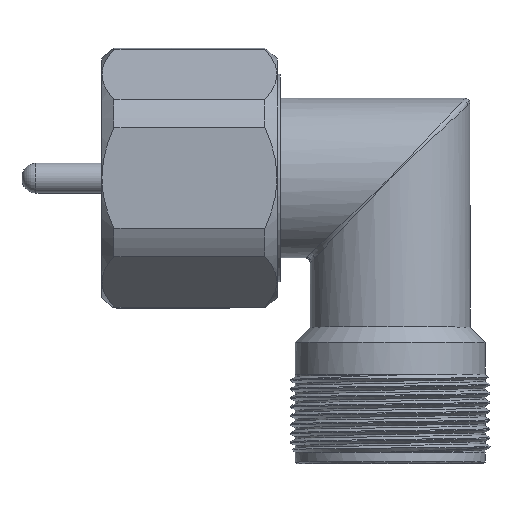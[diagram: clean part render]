
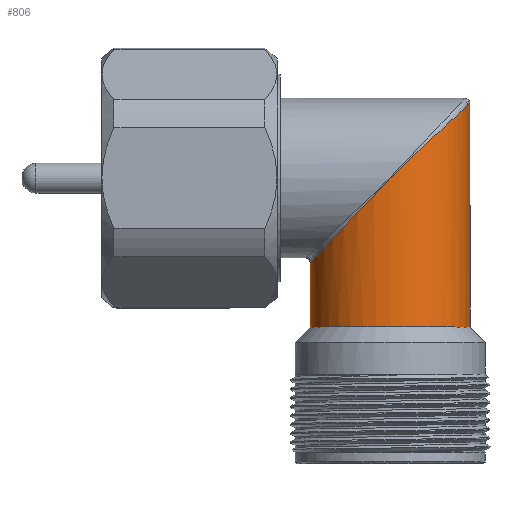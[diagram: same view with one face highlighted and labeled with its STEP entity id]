
A CAD part, top view. The second image highlights one B-rep face of the part: STEP entity #806.
In plain terms, the highlighted cylindrical face has radius 12.7 mm (diameter 25.4 mm), a full revolution.
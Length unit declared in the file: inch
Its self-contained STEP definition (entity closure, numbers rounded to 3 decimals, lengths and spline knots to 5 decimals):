
#727 = EDGE_LOOP ( 'NONE', ( #9704, #5674 ) ) ;
#806 = ADVANCED_FACE ( 'NONE', ( #9043, #1363 ), #11894, .T. ) ;
#1099 = CARTESIAN_POINT ( 'NONE',  ( 1.805, -0.9325, 0. ) ) ;
#1140 = CARTESIAN_POINT ( 'NONE',  ( 1.805, 0., 0.5 ) ) ;
#1363 = FACE_OUTER_BOUND ( 'NONE', #727, .T. ) ;
#1629 = CIRCLE ( 'NONE', #8682, 0.5 ) ;
#1776 = CARTESIAN_POINT ( 'NONE',  ( 0.805, -1.06, 0.5 ) ) ;
#2534 = VERTEX_POINT ( 'NONE', #7749 ) ;
#2640 = CARTESIAN_POINT ( 'NONE',  ( 1.805, 0., -0.5 ) ) ;
#3021 = DIRECTION ( 'NONE',  ( 0., 1., 0. ) ) ;
#3412 = CARTESIAN_POINT ( 'NONE',  ( 2.805, 0.94, 0.5 ) ) ;
#4604 = CARTESIAN_POINT ( 'NONE',  ( 1.805, 0., 0.5 ) ) ;
#4751 = AXIS2_PLACEMENT_3D ( 'NONE', #12235, #9312, #12158 ) ;
#5643 = CARTESIAN_POINT ( 'NONE',  ( 0.805, -1.06, -0.5 ) ) ;
#5674 = ORIENTED_EDGE ( 'NONE', *, *, #6463, .T. ) ;
#6384 = EDGE_CURVE ( 'NONE', #2534, #2534, #1629, .T. ) ;
#6463 = EDGE_CURVE ( 'NONE', #12337, #10287, #10824, .T. ) ;
#7264 = DIRECTION ( 'NONE',  ( 0., 0., 1. ) ) ;
#7749 = CARTESIAN_POINT ( 'NONE',  ( 1.805, -0.9325, 0.5 ) ) ;
#8246 = ORIENTED_EDGE ( 'NONE', *, *, #6384, .T. ) ;
#8518 = EDGE_CURVE ( 'NONE', #10287, #12337, #10059, .T. ) ;
#8682 = AXIS2_PLACEMENT_3D ( 'NONE', #1099, #3021, #7264 ) ;
#9043 = FACE_OUTER_BOUND ( 'NONE', #10604, .T. ) ;
#9312 = DIRECTION ( 'NONE',  ( 0., -1., 0. ) ) ;
#9408 = CARTESIAN_POINT ( 'NONE',  ( 1.805, 0., -0.5 ) ) ;
#9704 = ORIENTED_EDGE ( 'NONE', *, *, #8518, .T. ) ;
#10059 =( BOUNDED_CURVE ( )  B_SPLINE_CURVE ( 3, ( #11226, #1776, #5643, #12330 ),
 .UNSPECIFIED., .F., .F. ) 
 B_SPLINE_CURVE_WITH_KNOTS ( ( 4, 4 ),
 ( 1.5708, 4.71239 ),
 .UNSPECIFIED. ) 
 CURVE ( )  GEOMETRIC_REPRESENTATION_ITEM ( )  RATIONAL_B_SPLINE_CURVE ( ( 1., 0.333, 0.333, 1. ) ) 
 REPRESENTATION_ITEM ( '' )  );
#10287 = VERTEX_POINT ( 'NONE', #4604 ) ;
#10343 = CARTESIAN_POINT ( 'NONE',  ( 2.805, 0.94, -0.5 ) ) ;
#10604 = EDGE_LOOP ( 'NONE', ( #8246 ) ) ;
#10824 =( BOUNDED_CURVE ( )  B_SPLINE_CURVE ( 3, ( #2640, #10343, #3412, #1140 ),
 .UNSPECIFIED., .F., .T. ) 
 B_SPLINE_CURVE_WITH_KNOTS ( ( 4, 4 ),
 ( 4.71239, 7.85398 ),
 .UNSPECIFIED. ) 
 CURVE ( )  GEOMETRIC_REPRESENTATION_ITEM ( )  RATIONAL_B_SPLINE_CURVE ( ( 1., 0.333, 0.333, 1. ) ) 
 REPRESENTATION_ITEM ( '' )  );
#11226 = CARTESIAN_POINT ( 'NONE',  ( 1.805, 0., 0.5 ) ) ;
#11894 = CYLINDRICAL_SURFACE ( 'NONE', #4751, 0.5 ) ;
#12158 = DIRECTION ( 'NONE',  ( 1., 0., 0. ) ) ;
#12235 = CARTESIAN_POINT ( 'NONE',  ( 1.805, 1.10394, 0. ) ) ;
#12330 = CARTESIAN_POINT ( 'NONE',  ( 1.805, 0., -0.5 ) ) ;
#12337 = VERTEX_POINT ( 'NONE', #9408 ) ;
